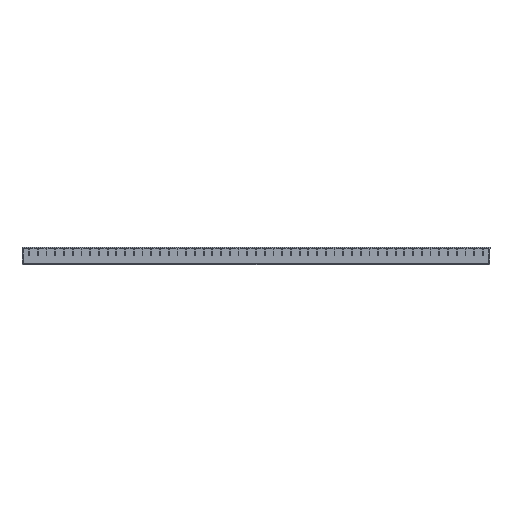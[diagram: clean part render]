
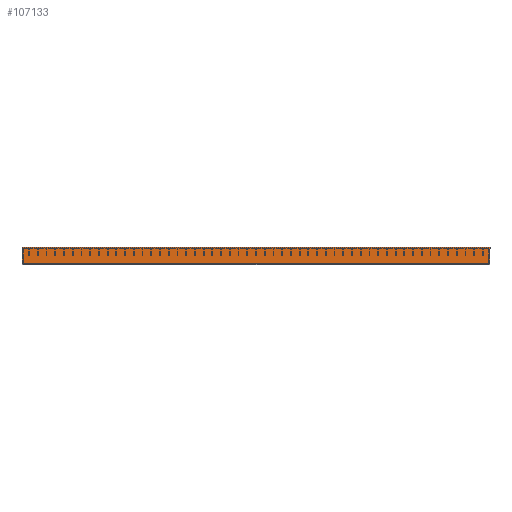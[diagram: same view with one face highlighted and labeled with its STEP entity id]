
A CAD part, top view. The second image highlights one B-rep face of the part: STEP entity #107133.
In plain terms, the highlighted planar face has unit normal (0, 0, 1).
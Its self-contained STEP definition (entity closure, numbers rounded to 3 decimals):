
#1321 = CARTESIAN_POINT ( 'NONE',  ( 590., -10., 0. ) ) ;
#11603 = CARTESIAN_POINT ( 'NONE',  ( 590., 10., 0. ) ) ;
#13046 = LINE ( 'NONE', #174215, #208394 ) ;
#20320 = CARTESIAN_POINT ( 'NONE',  ( 0., -3.333, 0. ) ) ;
#23639 = ORIENTED_EDGE ( 'NONE', *, *, #129241, .F. ) ;
#25287 = AXIS2_PLACEMENT_3D ( 'NONE', #216337, #40340, #237124 ) ;
#32984 = EDGE_CURVE ( 'NONE', #156116, #151705, #174676, .T. ) ;
#36401 = CARTESIAN_POINT ( 'NONE',  ( 0., -10., 0. ) ) ;
#40340 = DIRECTION ( 'NONE',  ( 0., 0., -1. ) ) ;
#41032 = CARTESIAN_POINT ( 'NONE',  ( 590., 10., 0. ) ) ;
#49315 = ORIENTED_EDGE ( 'NONE', *, *, #32984, .F. ) ;
#51453 = VECTOR ( 'NONE', #193755, 1000. ) ;
#59829 = ORIENTED_EDGE ( 'NONE', *, *, #178955, .F. ) ;
#70541 = DIRECTION ( 'NONE',  ( 0., -1., 0. ) ) ;
#75838 = CARTESIAN_POINT ( 'NONE',  ( 0., 10., 0. ) ) ;
#77876 = DIRECTION ( 'NONE',  ( -1., 0., 0. ) ) ;
#88526 = EDGE_LOOP ( 'NONE', ( #175849, #49315, #59829, #23639 ) ) ;
#107133 = ADVANCED_FACE ( 'NONE', ( #108231 ), #215512, .F. ) ;
#108231 = FACE_OUTER_BOUND ( 'NONE', #88526, .T. ) ;
#129241 = EDGE_CURVE ( 'NONE', #245040, #208778, #219791, .T. ) ;
#139971 = EDGE_CURVE ( 'NONE', #245040, #151705, #13046, .T. ) ;
#151705 = VERTEX_POINT ( 'NONE', #214332 ) ;
#156116 = VERTEX_POINT ( 'NONE', #36401 ) ;
#174215 = CARTESIAN_POINT ( 'NONE',  ( 590., 10., 0. ) ) ;
#174676 = B_SPLINE_CURVE_WITH_KNOTS ( 'NONE', 3,
 ( #217995, #20320, #179076, #75838 ),
 .UNSPECIFIED., .F., .F.,
 ( 4, 4 ),
 ( 0., 1. ),
 .UNSPECIFIED. ) ;
#175849 = ORIENTED_EDGE ( 'NONE', *, *, #139971, .T. ) ;
#178955 = EDGE_CURVE ( 'NONE', #208778, #156116, #187933, .T. ) ;
#179076 = CARTESIAN_POINT ( 'NONE',  ( 0., 3.333, 0. ) ) ;
#187933 = LINE ( 'NONE', #190366, #51453 ) ;
#190366 = CARTESIAN_POINT ( 'NONE',  ( 590., -10., 0. ) ) ;
#193755 = DIRECTION ( 'NONE',  ( -1., 0., 0. ) ) ;
#204456 = VECTOR ( 'NONE', #70541, 1000. ) ;
#208394 = VECTOR ( 'NONE', #77876, 1000. ) ;
#208778 = VERTEX_POINT ( 'NONE', #1321 ) ;
#214332 = CARTESIAN_POINT ( 'NONE',  ( 0., 10., 0. ) ) ;
#215512 = PLANE ( 'NONE',  #25287 ) ;
#216337 = CARTESIAN_POINT ( 'NONE',  ( 590., 10., 0. ) ) ;
#217995 = CARTESIAN_POINT ( 'NONE',  ( 0., -10., 0. ) ) ;
#219791 = LINE ( 'NONE', #11603, #204456 ) ;
#237124 = DIRECTION ( 'NONE',  ( 0., 1., 0. ) ) ;
#245040 = VERTEX_POINT ( 'NONE', #41032 ) ;
